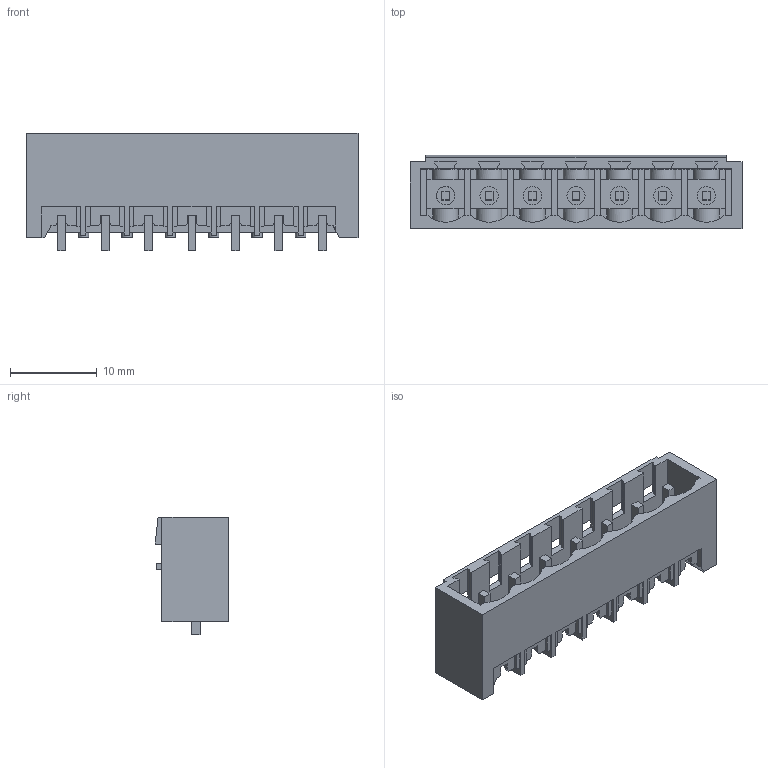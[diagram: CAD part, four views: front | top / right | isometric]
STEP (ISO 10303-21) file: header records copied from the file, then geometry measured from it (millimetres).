
FILE_DESCRIPTION(('CATIA V5 STEP Exchange','CAx-IF Rec.Pracs.--- Model Styling and Organization---1.2---2011-12-15'),'2;1');
FILE_NAME ('D1456402_0_1797920000_1797920000.stp','2018-04-11T10:39:47+00:00',('none'),('Weidmueller'),'CATIA Version 5-6 Release 2014','CATIA V5 STEP AP214','none');
FILE_SCHEMA(('AUTOMOTIVE_DESIGN { 1 0 10303 214 1 1 1 1 }'));
Length unit declared in the file: millimetre
Products named in the file (1): 1797920000
Bounding box: 38.2 x 8.43 x 13.5 mm (x, y, z)
Volume: 1439.7 mm3; surface area: 3332.8 mm2
Topology: 8 solids, 8 shells, 489 faces, 1476 edges, 991 vertices
Faces by surface type: plane 418, cylinder 61, extrusion 10
Entity records: 15690 total; most frequent: CARTESIAN_POINT 3227, ORIENTED_EDGE 2952, DIRECTION 1996, EDGE_CURVE 1476, VECTOR 1247, LINE 1237, VERTEX_POINT 991, EDGE_LOOP 505
